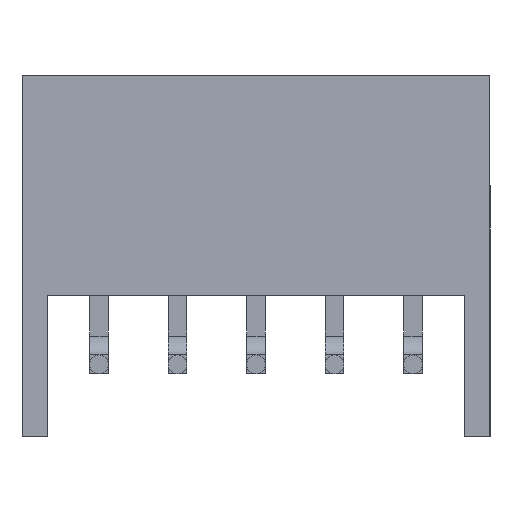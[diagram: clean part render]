
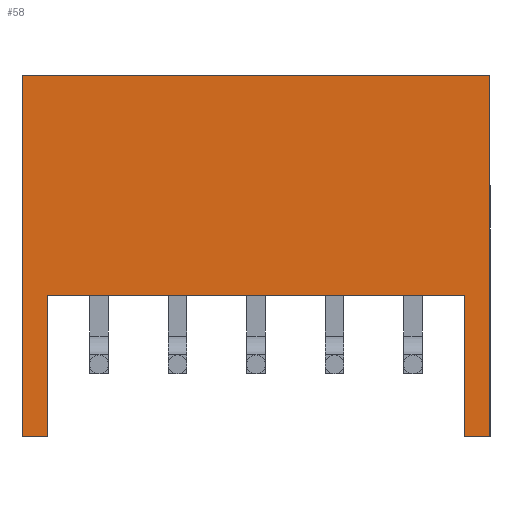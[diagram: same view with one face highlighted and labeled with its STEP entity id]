
A CAD part, front view. The second image highlights one B-rep face of the part: STEP entity #58.
In plain terms, the highlighted planar face has unit normal (0, -1, 0).
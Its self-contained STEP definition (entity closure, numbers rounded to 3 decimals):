
#27 = EDGE_LOOP ( 'NONE', ( #2296, #1222, #74, #2632, #3256, #1284, #4923, #300 ) ) ;
#37 = EDGE_CURVE ( 'NONE', #810, #347, #4823, .T. ) ;
#58 = ADVANCED_FACE ( 'NONE', ( #4718 ), #3168, .T. ) ;
#74 = ORIENTED_EDGE ( 'NONE', *, *, #37, .F. ) ;
#125 = LINE ( 'NONE', #1721, #687 ) ;
#211 = VECTOR ( 'NONE', #471, 1000. ) ;
#215 = VECTOR ( 'NONE', #3826, 1000. ) ;
#231 = VERTEX_POINT ( 'NONE', #4252 ) ;
#300 = ORIENTED_EDGE ( 'NONE', *, *, #3155, .F. ) ;
#347 = VERTEX_POINT ( 'NONE', #2364 ) ;
#436 = VECTOR ( 'NONE', #2636, 1000. ) ;
#471 = DIRECTION ( 'NONE',  ( 1., 0., 0. ) ) ;
#479 = VECTOR ( 'NONE', #4308, 1000. ) ;
#520 = LINE ( 'NONE', #4055, #211 ) ;
#687 = VECTOR ( 'NONE', #2906, 1000. ) ;
#764 = DIRECTION ( 'NONE',  ( 0., -1., 0. ) ) ;
#810 = VERTEX_POINT ( 'NONE', #3046 ) ;
#1045 = CARTESIAN_POINT ( 'NONE',  ( 14.9, 0., 0. ) ) ;
#1091 = LINE ( 'NONE', #5082, #215 ) ;
#1101 = VERTEX_POINT ( 'NONE', #4670 ) ;
#1212 = CARTESIAN_POINT ( 'NONE',  ( 0.8, 0., -7. ) ) ;
#1222 = ORIENTED_EDGE ( 'NONE', *, *, #3618, .F. ) ;
#1284 = ORIENTED_EDGE ( 'NONE', *, *, #1313, .F. ) ;
#1313 = EDGE_CURVE ( 'NONE', #231, #2243, #3574, .T. ) ;
#1413 = VERTEX_POINT ( 'NONE', #1861 ) ;
#1475 = EDGE_CURVE ( 'NONE', #1413, #231, #4634, .T. ) ;
#1561 = CARTESIAN_POINT ( 'NONE',  ( 0., 0., 0. ) ) ;
#1706 = CARTESIAN_POINT ( 'NONE',  ( 14.1, 0., -11.5 ) ) ;
#1721 = CARTESIAN_POINT ( 'NONE',  ( 14.1, 0., -7. ) ) ;
#1861 = CARTESIAN_POINT ( 'NONE',  ( 14.9, 0., 0. ) ) ;
#1965 = EDGE_CURVE ( 'NONE', #2243, #1101, #125, .T. ) ;
#1966 = DIRECTION ( 'NONE',  ( 0., 0., -1. ) ) ;
#1967 = DIRECTION ( 'NONE',  ( -1., 0., 0. ) ) ;
#2243 = VERTEX_POINT ( 'NONE', #1706 ) ;
#2248 = VECTOR ( 'NONE', #1966, 1000. ) ;
#2296 = ORIENTED_EDGE ( 'NONE', *, *, #4991, .F. ) ;
#2364 = CARTESIAN_POINT ( 'NONE',  ( 0.8, 0., -11.5 ) ) ;
#2427 = CARTESIAN_POINT ( 'NONE',  ( 0.8, 0., -11.5 ) ) ;
#2632 = ORIENTED_EDGE ( 'NONE', *, *, #3500, .F. ) ;
#2636 = DIRECTION ( 'NONE',  ( 0., 0., -1. ) ) ;
#2694 = CARTESIAN_POINT ( 'NONE',  ( 0., 0., 0. ) ) ;
#2798 = DIRECTION ( 'NONE',  ( 0., 0., -1. ) ) ;
#2906 = DIRECTION ( 'NONE',  ( 0., 0., 1. ) ) ;
#3046 = CARTESIAN_POINT ( 'NONE',  ( 0.8, 0., -7. ) ) ;
#3155 = EDGE_CURVE ( 'NONE', #4614, #1413, #520, .T. ) ;
#3168 = PLANE ( 'NONE',  #3253 ) ;
#3169 = CARTESIAN_POINT ( 'NONE',  ( 14.1, 0., -11.5 ) ) ;
#3253 = AXIS2_PLACEMENT_3D ( 'NONE', #3623, #764, #2798 ) ;
#3256 = ORIENTED_EDGE ( 'NONE', *, *, #1965, .F. ) ;
#3500 = EDGE_CURVE ( 'NONE', #1101, #810, #4794, .T. ) ;
#3515 = VECTOR ( 'NONE', #1967, 1000. ) ;
#3574 = LINE ( 'NONE', #3169, #3515 ) ;
#3618 = EDGE_CURVE ( 'NONE', #347, #4478, #1091, .T. ) ;
#3623 = CARTESIAN_POINT ( 'NONE',  ( 0., 0., -11.5 ) ) ;
#3718 = CARTESIAN_POINT ( 'NONE',  ( 0., 0., -11.5 ) ) ;
#3826 = DIRECTION ( 'NONE',  ( -1., 0., 0. ) ) ;
#3979 = VECTOR ( 'NONE', #4407, 1000. ) ;
#4055 = CARTESIAN_POINT ( 'NONE',  ( 0., 0., 0. ) ) ;
#4252 = CARTESIAN_POINT ( 'NONE',  ( 14.9, 0., -11.5 ) ) ;
#4308 = DIRECTION ( 'NONE',  ( 0., 0., 1. ) ) ;
#4334 = LINE ( 'NONE', #2694, #479 ) ;
#4407 = DIRECTION ( 'NONE',  ( -1., 0., 0. ) ) ;
#4478 = VERTEX_POINT ( 'NONE', #3718 ) ;
#4614 = VERTEX_POINT ( 'NONE', #1561 ) ;
#4634 = LINE ( 'NONE', #1045, #436 ) ;
#4670 = CARTESIAN_POINT ( 'NONE',  ( 14.1, 0., -7. ) ) ;
#4718 = FACE_OUTER_BOUND ( 'NONE', #27, .T. ) ;
#4794 = LINE ( 'NONE', #1212, #3979 ) ;
#4823 = LINE ( 'NONE', #2427, #2248 ) ;
#4923 = ORIENTED_EDGE ( 'NONE', *, *, #1475, .F. ) ;
#4991 = EDGE_CURVE ( 'NONE', #4478, #4614, #4334, .T. ) ;
#5082 = CARTESIAN_POINT ( 'NONE',  ( 0., 0., -11.5 ) ) ;
